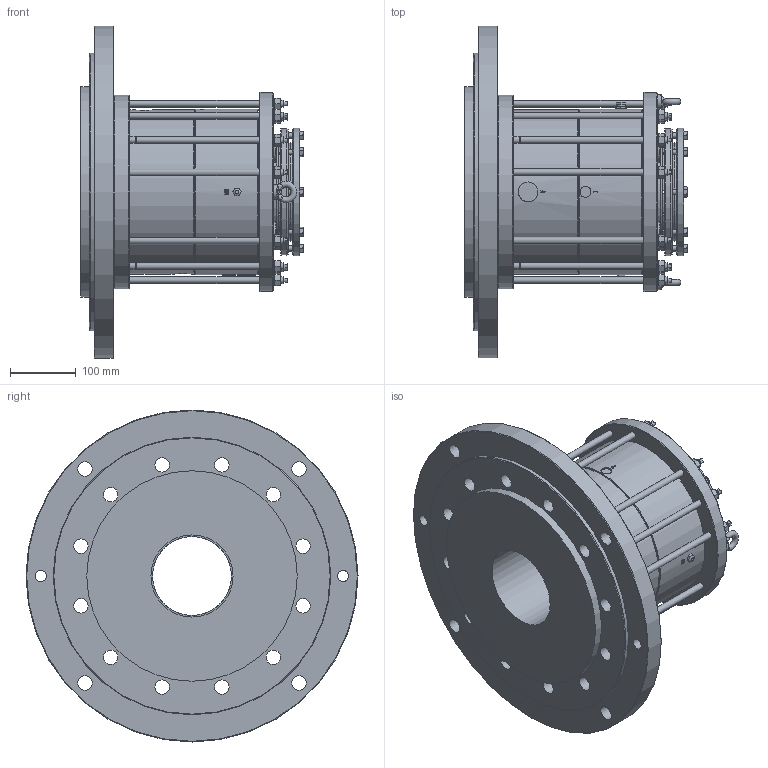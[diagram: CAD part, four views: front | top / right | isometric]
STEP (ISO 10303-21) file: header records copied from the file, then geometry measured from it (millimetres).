
FILE_DESCRIPTION(/* description */ ('Unknown'),/* implementation_level */ '2;1');
FILE_NAME(/* name */ '125mm',/* time_stamp */ '2023-04-14T13:48:50+01:00',/* author */ ('Unknown'),/* organization */ ('Unknown'),/* preprocessor_version */ 'ST-DEVELOPER v18.102',/* originating_system */ 'Solid Edge',/* authorisation */ 'Unknown');
FILE_SCHEMA (('AUTOMOTIVE_DESIGN {1 0 10303 214 3 1 1}'));
Length unit declared in the file: millimetre
Products named in the file (1): 125mm
Bounding box: 338.13 x 505 x 505 mm (x, y, z)
Volume: 17922968.1 mm3; surface area: 1057023.9 mm2
Topology: 1 solids, 1 shells, 1017 faces, 2608 edges, 1637 vertices
Faces by surface type: plane 436, cone 278, cylinder 226, bspline 40, torus 37
Full cylindrical faces by diameter (mm): 2.5 x4, 3.175 x1, 4.94 x1, 8 x10, 10 x40, 12.5 x1, 13 x4, 16.002 x1, 16.5 x1, 17 x2, 22 x18, 30 x2, 120 x3, 120.167 x1, 125 x1, 136.144 x1, 143.942 x1, 148.768 x1, 193.904 x2, 224.841 x1, 245.897 x1, 249.936 x1, 251.968 x1, 294.64 x1, 302.768 x1, 320 x1, 422 x1, 505 x1
Entity records: 38513 total; most frequent: CARTESIAN_POINT 8838, ORIENTED_EDGE 4578, DIRECTION 4453, EDGE_CURVE 2289, AXIS2_PLACEMENT_3D 1852, VERTEX_POINT 1514, FACE_BOUND 1415, EDGE_LOOP 1411
